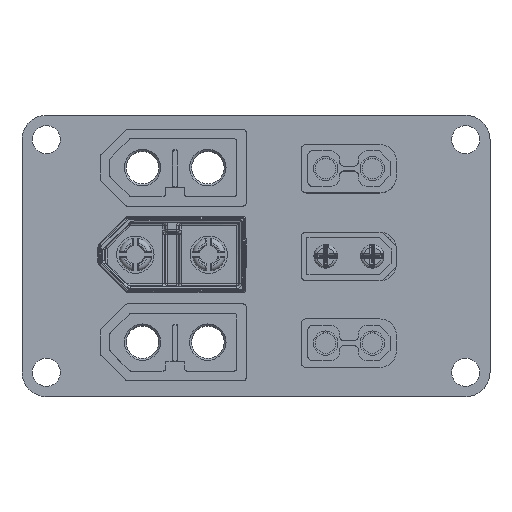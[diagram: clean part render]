
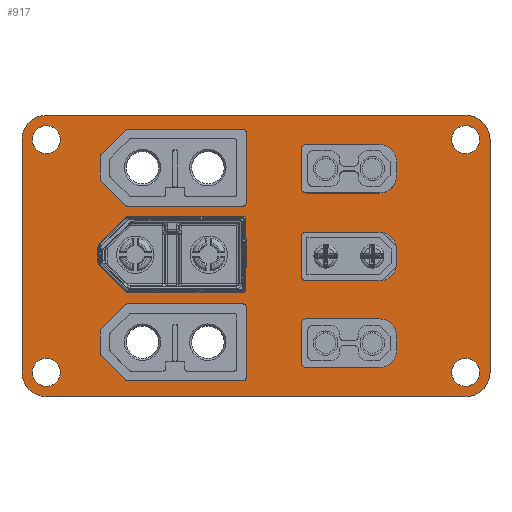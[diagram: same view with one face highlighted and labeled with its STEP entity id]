
A CAD part, top view. The second image highlights one B-rep face of the part: STEP entity #917.
In plain terms, the highlighted planar face has unit normal (0, 0, 1).
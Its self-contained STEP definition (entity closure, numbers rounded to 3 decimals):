
#76 = VERTEX_POINT('',#77);
#77 = CARTESIAN_POINT('',(25.336,27.979,1.692));
#83 = EDGE_CURVE('',#76,#84,#86,.T.);
#84 = VERTEX_POINT('',#85);
#85 = CARTESIAN_POINT('',(25.336,52.86,1.692));
#86 = LINE('',#87,#88);
#87 = CARTESIAN_POINT('',(25.336,27.979,1.692));
#88 = VECTOR('',#89,1.);
#89 = DIRECTION('',(0.,1.,0.));
#114 = EDGE_CURVE('',#84,#115,#117,.T.);
#115 = VERTEX_POINT('',#116);
#116 = CARTESIAN_POINT('',(27.968,55.464,1.692));
#117 = CIRCLE('',#118,2.605);
#118 = AXIS2_PLACEMENT_3D('',#119,#120,#121);
#119 = CARTESIAN_POINT('',(27.941,52.859,1.692));
#120 = DIRECTION('',(0.,0.,-1.));
#121 = DIRECTION('',(-1.,0.,0.));
#147 = EDGE_CURVE('',#115,#148,#150,.T.);
#148 = VERTEX_POINT('',#149);
#149 = CARTESIAN_POINT('',(72.891,55.464,1.692));
#150 = LINE('',#151,#152);
#151 = CARTESIAN_POINT('',(27.968,55.464,1.692));
#152 = VECTOR('',#153,1.);
#153 = DIRECTION('',(1.,0.,0.));
#178 = EDGE_CURVE('',#148,#179,#181,.T.);
#179 = VERTEX_POINT('',#180);
#180 = CARTESIAN_POINT('',(75.464,52.886,1.692));
#181 = CIRCLE('',#182,2.606);
#182 = AXIS2_PLACEMENT_3D('',#183,#184,#185);
#183 = CARTESIAN_POINT('',(72.859,52.859,1.692));
#184 = DIRECTION('',(0.,0.,-1.));
#185 = DIRECTION('',(0.012,1.,0.));
#211 = EDGE_CURVE('',#179,#212,#214,.T.);
#212 = VERTEX_POINT('',#213);
#213 = CARTESIAN_POINT('',(75.464,27.902,1.692));
#214 = LINE('',#215,#216);
#215 = CARTESIAN_POINT('',(75.464,52.886,1.692));
#216 = VECTOR('',#217,1.);
#217 = DIRECTION('',(0.,-1.,0.));
#242 = EDGE_CURVE('',#212,#243,#245,.T.);
#243 = VERTEX_POINT('',#244);
#244 = CARTESIAN_POINT('',(72.892,25.336,1.692));
#245 = CIRCLE('',#246,2.606);
#246 = AXIS2_PLACEMENT_3D('',#247,#248,#249);
#247 = CARTESIAN_POINT('',(72.858,27.942,1.692));
#248 = DIRECTION('',(0.,0.,-1.));
#249 = DIRECTION('',(1.,-0.015,0.));
#275 = EDGE_CURVE('',#243,#276,#278,.T.);
#276 = VERTEX_POINT('',#277);
#277 = CARTESIAN_POINT('',(27.94,25.336,1.692));
#278 = LINE('',#279,#280);
#279 = CARTESIAN_POINT('',(72.892,25.336,1.692));
#280 = VECTOR('',#281,1.);
#281 = DIRECTION('',(-1.,0.,0.));
#306 = EDGE_CURVE('',#276,#76,#307,.T.);
#307 = CIRCLE('',#308,2.606);
#308 = AXIS2_PLACEMENT_3D('',#309,#310,#311);
#309 = CARTESIAN_POINT('',(27.941,27.942,1.692));
#310 = DIRECTION('',(0.,0.,-1.));
#311 = DIRECTION('',(0.,-1.,0.));
#332 = VERTEX_POINT('',#333);
#333 = CARTESIAN_POINT('',(29.44,27.94,1.692));
#339 = EDGE_CURVE('',#332,#332,#340,.T.);
#340 = CIRCLE('',#341,1.5);
#341 = AXIS2_PLACEMENT_3D('',#342,#343,#344);
#342 = CARTESIAN_POINT('',(27.94,27.94,1.692));
#343 = DIRECTION('',(0.,0.,1.));
#344 = DIRECTION('',(1.,0.,0.));
#365 = VERTEX_POINT('',#366);
#366 = CARTESIAN_POINT('',(40.19,31.055,1.692));
#372 = EDGE_CURVE('',#365,#365,#373,.T.);
#373 = CIRCLE('',#374,2.25);
#374 = AXIS2_PLACEMENT_3D('',#375,#376,#377);
#375 = CARTESIAN_POINT('',(37.94,31.055,1.692));
#376 = DIRECTION('',(0.,0.,1.));
#377 = DIRECTION('',(1.,0.,0.));
#398 = VERTEX_POINT('',#399);
#399 = CARTESIAN_POINT('',(47.39,31.055,1.692));
#405 = EDGE_CURVE('',#398,#398,#406,.T.);
#406 = CIRCLE('',#407,2.25);
#407 = AXIS2_PLACEMENT_3D('',#408,#409,#410);
#408 = CARTESIAN_POINT('',(45.14,31.055,1.692));
#409 = DIRECTION('',(0.,0.,1.));
#410 = DIRECTION('',(1.,0.,0.));
#431 = VERTEX_POINT('',#432);
#432 = CARTESIAN_POINT('',(40.19,40.4,1.692));
#438 = EDGE_CURVE('',#431,#431,#439,.T.);
#439 = CIRCLE('',#440,2.25);
#440 = AXIS2_PLACEMENT_3D('',#441,#442,#443);
#441 = CARTESIAN_POINT('',(37.94,40.4,1.692));
#442 = DIRECTION('',(0.,0.,1.));
#443 = DIRECTION('',(1.,0.,0.));
#464 = VERTEX_POINT('',#465);
#465 = CARTESIAN_POINT('',(40.19,49.745,1.692));
#471 = EDGE_CURVE('',#464,#464,#472,.T.);
#472 = CIRCLE('',#473,2.25);
#473 = AXIS2_PLACEMENT_3D('',#474,#475,#476);
#474 = CARTESIAN_POINT('',(37.94,49.745,1.692));
#475 = DIRECTION('',(0.,0.,1.));
#476 = DIRECTION('',(1.,0.,0.));
#497 = VERTEX_POINT('',#498);
#498 = CARTESIAN_POINT('',(29.44,52.86,1.692));
#504 = EDGE_CURVE('',#497,#497,#505,.T.);
#505 = CIRCLE('',#506,1.5);
#506 = AXIS2_PLACEMENT_3D('',#507,#508,#509);
#507 = CARTESIAN_POINT('',(27.94,52.86,1.692));
#508 = DIRECTION('',(0.,0.,1.));
#509 = DIRECTION('',(1.,0.,0.));
#530 = VERTEX_POINT('',#531);
#531 = CARTESIAN_POINT('',(47.39,40.4,1.692));
#537 = EDGE_CURVE('',#530,#530,#538,.T.);
#538 = CIRCLE('',#539,2.25);
#539 = AXIS2_PLACEMENT_3D('',#540,#541,#542);
#540 = CARTESIAN_POINT('',(45.14,40.4,1.692));
#541 = DIRECTION('',(0.,0.,1.));
#542 = DIRECTION('',(1.,0.,0.));
#563 = VERTEX_POINT('',#564);
#564 = CARTESIAN_POINT('',(47.39,49.745,1.692));
#570 = EDGE_CURVE('',#563,#563,#571,.T.);
#571 = CIRCLE('',#572,2.25);
#572 = AXIS2_PLACEMENT_3D('',#573,#574,#575);
#573 = CARTESIAN_POINT('',(45.14,49.745,1.692));
#574 = DIRECTION('',(0.,0.,1.));
#575 = DIRECTION('',(1.,0.,0.));
#596 = VERTEX_POINT('',#597);
#597 = CARTESIAN_POINT('',(58.76,31.055,1.692));
#603 = EDGE_CURVE('',#596,#596,#604,.T.);
#604 = CIRCLE('',#605,0.9);
#605 = AXIS2_PLACEMENT_3D('',#606,#607,#608);
#606 = CARTESIAN_POINT('',(57.86,31.055,1.692));
#607 = DIRECTION('',(0.,0.,1.));
#608 = DIRECTION('',(1.,0.,0.));
#629 = VERTEX_POINT('',#630);
#630 = CARTESIAN_POINT('',(58.76,40.4,1.692));
#636 = EDGE_CURVE('',#629,#629,#637,.T.);
#637 = CIRCLE('',#638,0.9);
#638 = AXIS2_PLACEMENT_3D('',#639,#640,#641);
#639 = CARTESIAN_POINT('',(57.86,40.4,1.692));
#640 = DIRECTION('',(0.,0.,1.));
#641 = DIRECTION('',(1.,0.,0.));
#662 = VERTEX_POINT('',#663);
#663 = CARTESIAN_POINT('',(74.36,27.94,1.692));
#669 = EDGE_CURVE('',#662,#662,#670,.T.);
#670 = CIRCLE('',#671,1.5);
#671 = AXIS2_PLACEMENT_3D('',#672,#673,#674);
#672 = CARTESIAN_POINT('',(72.86,27.94,1.692));
#673 = DIRECTION('',(0.,0.,1.));
#674 = DIRECTION('',(1.,0.,0.));
#695 = VERTEX_POINT('',#696);
#696 = CARTESIAN_POINT('',(63.76,31.055,1.692));
#702 = EDGE_CURVE('',#695,#695,#703,.T.);
#703 = CIRCLE('',#704,0.9);
#704 = AXIS2_PLACEMENT_3D('',#705,#706,#707);
#705 = CARTESIAN_POINT('',(62.86,31.055,1.692));
#706 = DIRECTION('',(0.,0.,1.));
#707 = DIRECTION('',(1.,0.,0.));
#728 = VERTEX_POINT('',#729);
#729 = CARTESIAN_POINT('',(63.76,40.4,1.692));
#735 = EDGE_CURVE('',#728,#728,#736,.T.);
#736 = CIRCLE('',#737,0.9);
#737 = AXIS2_PLACEMENT_3D('',#738,#739,#740);
#738 = CARTESIAN_POINT('',(62.86,40.4,1.692));
#739 = DIRECTION('',(0.,0.,1.));
#740 = DIRECTION('',(1.,0.,0.));
#761 = VERTEX_POINT('',#762);
#762 = CARTESIAN_POINT('',(58.76,49.745,1.692));
#768 = EDGE_CURVE('',#761,#761,#769,.T.);
#769 = CIRCLE('',#770,0.9);
#770 = AXIS2_PLACEMENT_3D('',#771,#772,#773);
#771 = CARTESIAN_POINT('',(57.86,49.745,1.692));
#772 = DIRECTION('',(0.,0.,1.));
#773 = DIRECTION('',(1.,0.,0.));
#794 = VERTEX_POINT('',#795);
#795 = CARTESIAN_POINT('',(63.76,49.745,1.692));
#801 = EDGE_CURVE('',#794,#794,#802,.T.);
#802 = CIRCLE('',#803,0.9);
#803 = AXIS2_PLACEMENT_3D('',#804,#805,#806);
#804 = CARTESIAN_POINT('',(62.86,49.745,1.692));
#805 = DIRECTION('',(0.,0.,1.));
#806 = DIRECTION('',(1.,0.,0.));
#827 = VERTEX_POINT('',#828);
#828 = CARTESIAN_POINT('',(74.36,52.86,1.692));
#834 = EDGE_CURVE('',#827,#827,#835,.T.);
#835 = CIRCLE('',#836,1.5);
#836 = AXIS2_PLACEMENT_3D('',#837,#838,#839);
#837 = CARTESIAN_POINT('',(72.86,52.86,1.692));
#838 = DIRECTION('',(0.,0.,1.));
#839 = DIRECTION('',(1.,0.,0.));
#917 = ADVANCED_FACE('',(#918,#928,#931,#934,#937,#940,#943,#946,#949,
    #952,#955,#958,#961,#964,#967,#970,#973),#976,.T.);
#918 = FACE_BOUND('',#919,.F.);
#919 = EDGE_LOOP('',(#920,#921,#922,#923,#924,#925,#926,#927));
#920 = ORIENTED_EDGE('',*,*,#83,.T.);
#921 = ORIENTED_EDGE('',*,*,#114,.T.);
#922 = ORIENTED_EDGE('',*,*,#147,.T.);
#923 = ORIENTED_EDGE('',*,*,#178,.T.);
#924 = ORIENTED_EDGE('',*,*,#211,.T.);
#925 = ORIENTED_EDGE('',*,*,#242,.T.);
#926 = ORIENTED_EDGE('',*,*,#275,.T.);
#927 = ORIENTED_EDGE('',*,*,#306,.T.);
#928 = FACE_BOUND('',#929,.T.);
#929 = EDGE_LOOP('',(#930));
#930 = ORIENTED_EDGE('',*,*,#339,.F.);
#931 = FACE_BOUND('',#932,.T.);
#932 = EDGE_LOOP('',(#933));
#933 = ORIENTED_EDGE('',*,*,#372,.F.);
#934 = FACE_BOUND('',#935,.T.);
#935 = EDGE_LOOP('',(#936));
#936 = ORIENTED_EDGE('',*,*,#405,.F.);
#937 = FACE_BOUND('',#938,.T.);
#938 = EDGE_LOOP('',(#939));
#939 = ORIENTED_EDGE('',*,*,#438,.F.);
#940 = FACE_BOUND('',#941,.T.);
#941 = EDGE_LOOP('',(#942));
#942 = ORIENTED_EDGE('',*,*,#471,.F.);
#943 = FACE_BOUND('',#944,.T.);
#944 = EDGE_LOOP('',(#945));
#945 = ORIENTED_EDGE('',*,*,#504,.F.);
#946 = FACE_BOUND('',#947,.T.);
#947 = EDGE_LOOP('',(#948));
#948 = ORIENTED_EDGE('',*,*,#537,.F.);
#949 = FACE_BOUND('',#950,.T.);
#950 = EDGE_LOOP('',(#951));
#951 = ORIENTED_EDGE('',*,*,#570,.F.);
#952 = FACE_BOUND('',#953,.T.);
#953 = EDGE_LOOP('',(#954));
#954 = ORIENTED_EDGE('',*,*,#603,.F.);
#955 = FACE_BOUND('',#956,.T.);
#956 = EDGE_LOOP('',(#957));
#957 = ORIENTED_EDGE('',*,*,#636,.F.);
#958 = FACE_BOUND('',#959,.T.);
#959 = EDGE_LOOP('',(#960));
#960 = ORIENTED_EDGE('',*,*,#669,.F.);
#961 = FACE_BOUND('',#962,.T.);
#962 = EDGE_LOOP('',(#963));
#963 = ORIENTED_EDGE('',*,*,#702,.F.);
#964 = FACE_BOUND('',#965,.T.);
#965 = EDGE_LOOP('',(#966));
#966 = ORIENTED_EDGE('',*,*,#735,.F.);
#967 = FACE_BOUND('',#968,.T.);
#968 = EDGE_LOOP('',(#969));
#969 = ORIENTED_EDGE('',*,*,#768,.F.);
#970 = FACE_BOUND('',#971,.T.);
#971 = EDGE_LOOP('',(#972));
#972 = ORIENTED_EDGE('',*,*,#801,.F.);
#973 = FACE_BOUND('',#974,.T.);
#974 = EDGE_LOOP('',(#975));
#975 = ORIENTED_EDGE('',*,*,#834,.F.);
#976 = PLANE('',#977);
#977 = AXIS2_PLACEMENT_3D('',#978,#979,#980);
#978 = CARTESIAN_POINT('',(25.336,27.979,1.692));
#979 = DIRECTION('',(0.,0.,1.));
#980 = DIRECTION('',(1.,0.,0.));
